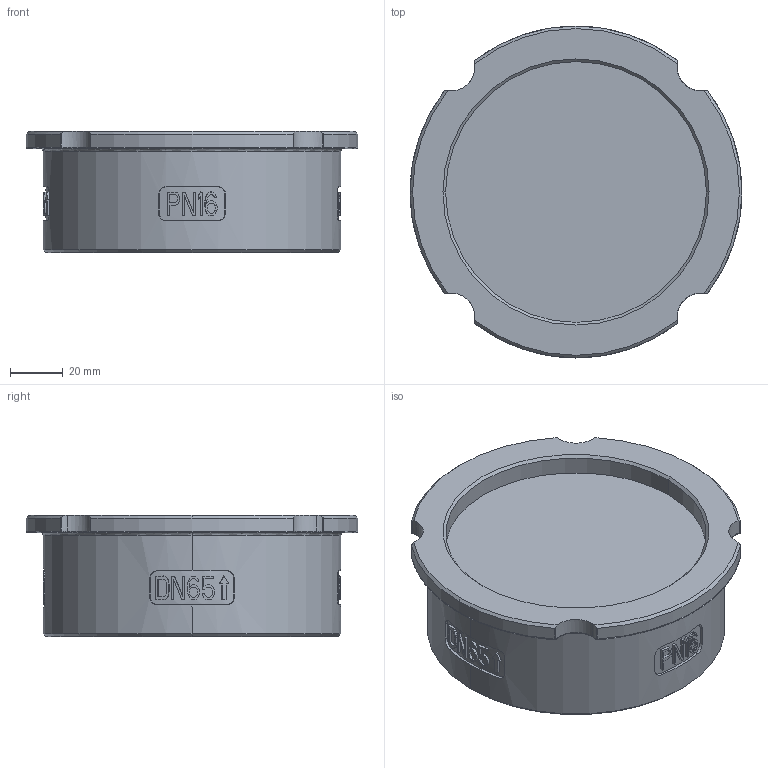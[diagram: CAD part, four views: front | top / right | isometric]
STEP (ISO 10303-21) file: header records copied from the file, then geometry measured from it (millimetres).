
FILE_DESCRIPTION (( 'STEP AP203' ), '1' );
FILE_NAME ('W6.DN065.STEP', '2009-07-03T07:00:46', ( ' ' ), ( '' ), 'SwSTEP 2.0', 'SolidWorks 2009', '' );
FILE_SCHEMA (( 'CONFIG_CONTROL_DESIGN' ));
Length unit declared in the file: millimetre
Products named in the file (1): W6.DN065
Bounding box: 126 x 126 x 46 mm (x, y, z)
Volume: 394667.9 mm3; surface area: 47086.8 mm2
Topology: 1 solids, 2 shells, 546 faces, 1515 edges, 996 vertices
Faces by surface type: bspline 297, plane 162, cylinder 72, cone 15
Entity records: 24581 total; most frequent: CARTESIAN_POINT 12456, ORIENTED_EDGE 3030, DIRECTION 1643, EDGE_CURVE 1515, VERTEX_POINT 996, VECTOR 633, LINE 633, B_SPLINE_CURVE_WITH_KNOTS 616
